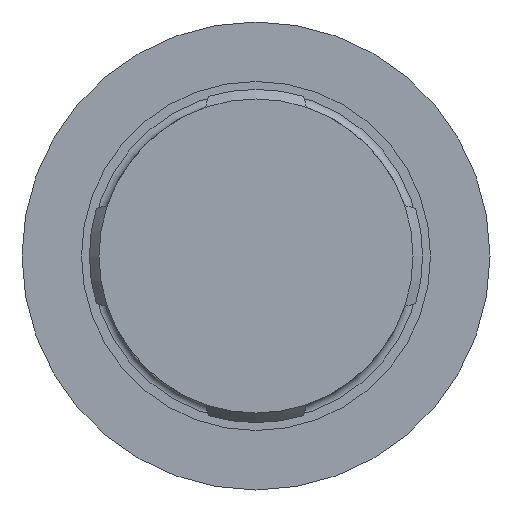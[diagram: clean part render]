
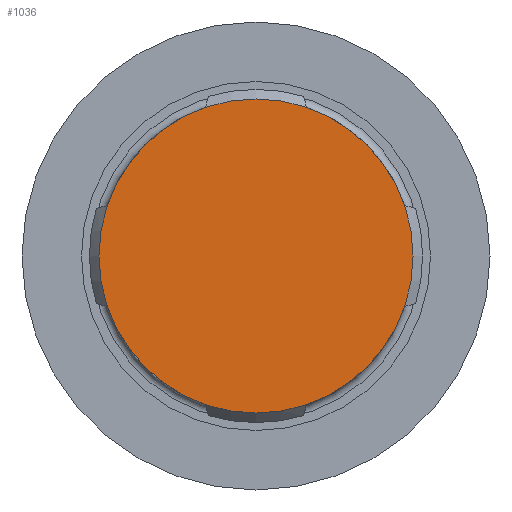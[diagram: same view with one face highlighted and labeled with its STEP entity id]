
A CAD part, front view. The second image highlights one B-rep face of the part: STEP entity #1036.
In plain terms, the highlighted face is planar.
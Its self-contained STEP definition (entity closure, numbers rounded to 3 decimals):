
#74=CIRCLE('',#1100,9.9);
#75=CIRCLE('',#1102,9.9);
#76=CIRCLE('',#1104,9.9);
#77=CIRCLE('',#1106,9.9);
#82=CIRCLE('',#1115,9.9);
#83=CIRCLE('',#1116,9.9);
#84=CIRCLE('',#1117,9.9);
#85=CIRCLE('',#1118,9.9);
#183=ORIENTED_EDGE('',*,*,#321,.T.);
#184=ORIENTED_EDGE('',*,*,#309,.T.);
#185=ORIENTED_EDGE('',*,*,#330,.T.);
#186=ORIENTED_EDGE('',*,*,#306,.T.);
#187=ORIENTED_EDGE('',*,*,#327,.T.);
#188=ORIENTED_EDGE('',*,*,#314,.T.);
#189=ORIENTED_EDGE('',*,*,#324,.T.);
#190=ORIENTED_EDGE('',*,*,#311,.T.);
#306=EDGE_CURVE('',#382,#383,#74,.T.);
#309=EDGE_CURVE('',#384,#385,#75,.T.);
#311=EDGE_CURVE('',#387,#386,#76,.T.);
#314=EDGE_CURVE('',#389,#388,#77,.T.);
#321=EDGE_CURVE('',#386,#384,#82,.T.);
#324=EDGE_CURVE('',#388,#387,#83,.T.);
#327=EDGE_CURVE('',#383,#389,#84,.T.);
#330=EDGE_CURVE('',#385,#382,#85,.T.);
#382=VERTEX_POINT('',#1480);
#383=VERTEX_POINT('',#1485);
#384=VERTEX_POINT('',#1492);
#385=VERTEX_POINT('',#1497);
#386=VERTEX_POINT('',#1504);
#387=VERTEX_POINT('',#1506);
#388=VERTEX_POINT('',#1516);
#389=VERTEX_POINT('',#1518);
#488=EDGE_LOOP('',(#183,#184,#185,#186,#187,#188,#189,#190));
#570=FACE_BOUND('',#488,.T.);
#637=PLANE('',#1119);
#1036=ADVANCED_FACE('',(#570),#637,.F.);
#1100=AXIS2_PLACEMENT_3D('',#1486,#1242,#1243);
#1102=AXIS2_PLACEMENT_3D('',#1498,#1246,#1247);
#1104=AXIS2_PLACEMENT_3D('',#1505,#1250,#1251);
#1106=AXIS2_PLACEMENT_3D('',#1517,#1254,#1255);
#1115=AXIS2_PLACEMENT_3D('',#1536,#1273,#1274);
#1116=AXIS2_PLACEMENT_3D('',#1539,#1277,#1278);
#1117=AXIS2_PLACEMENT_3D('',#1542,#1281,#1282);
#1118=AXIS2_PLACEMENT_3D('',#1545,#1285,#1286);
#1119=AXIS2_PLACEMENT_3D('',#1547,#1288,#1289);
#1242=DIRECTION('',(1.,0.,0.));
#1243=DIRECTION('',(0.,0.,-1.));
#1246=DIRECTION('',(1.,0.,0.));
#1247=DIRECTION('',(0.,0.,-1.));
#1250=DIRECTION('',(1.,0.,0.));
#1251=DIRECTION('',(0.,0.,-1.));
#1254=DIRECTION('',(1.,0.,0.));
#1255=DIRECTION('',(0.,0.,-1.));
#1273=DIRECTION('',(1.,0.,0.));
#1274=DIRECTION('',(0.,0.,-1.));
#1277=DIRECTION('',(1.,0.,0.));
#1278=DIRECTION('',(0.,0.,-1.));
#1281=DIRECTION('',(1.,0.,0.));
#1282=DIRECTION('',(0.,0.,-1.));
#1285=DIRECTION('',(1.,0.,0.));
#1286=DIRECTION('',(0.,0.,-1.));
#1288=DIRECTION('',(-1.,0.,0.));
#1289=DIRECTION('',(0.,0.,1.));
#1480=CARTESIAN_POINT('',(15.,3.184,9.374));
#1485=CARTESIAN_POINT('',(15.,-3.184,9.374));
#1486=CARTESIAN_POINT('',(15.,0.,0.));
#1492=CARTESIAN_POINT('',(15.,9.374,-3.184));
#1497=CARTESIAN_POINT('',(15.,9.374,3.184));
#1498=CARTESIAN_POINT('',(15.,0.,0.));
#1504=CARTESIAN_POINT('',(15.,3.184,-9.374));
#1505=CARTESIAN_POINT('',(15.,0.,0.));
#1506=CARTESIAN_POINT('',(15.,-3.184,-9.374));
#1516=CARTESIAN_POINT('',(15.,-9.374,-3.184));
#1517=CARTESIAN_POINT('',(15.,0.,0.));
#1518=CARTESIAN_POINT('',(15.,-9.374,3.184));
#1536=CARTESIAN_POINT('',(15.,0.,0.));
#1539=CARTESIAN_POINT('',(15.,0.,0.));
#1542=CARTESIAN_POINT('',(15.,0.,0.));
#1545=CARTESIAN_POINT('',(15.,0.,0.));
#1547=CARTESIAN_POINT('',(15.,9.9,0.));
